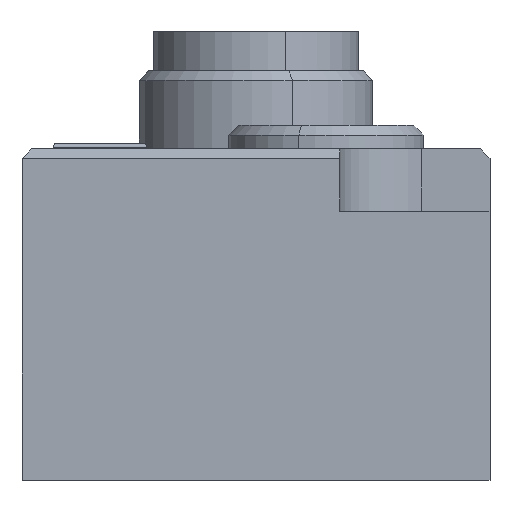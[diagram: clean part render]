
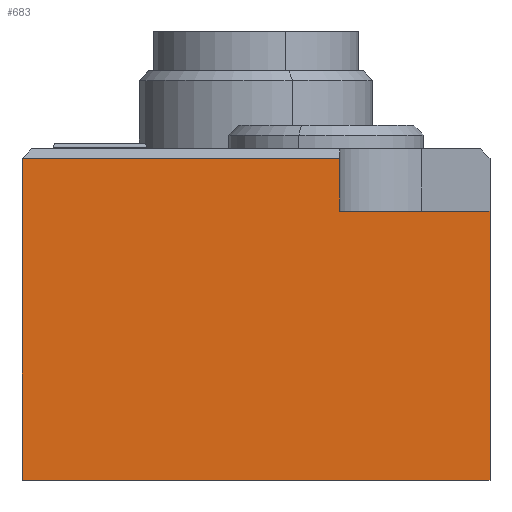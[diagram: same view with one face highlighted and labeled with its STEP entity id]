
A CAD part, front view. The second image highlights one B-rep face of the part: STEP entity #683.
In plain terms, the highlighted planar face has unit normal (0, -1, 0).
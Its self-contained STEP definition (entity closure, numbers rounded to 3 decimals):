
#647=AXIS2_PLACEMENT_3D('Plane Axis2P3D',#644,#645,#646) ;
#177=CARTESIAN_POINT('Vertex',(24.,0.,13.8)) ;
#180=CARTESIAN_POINT('Line Origine',(24.,0.,6.9)) ;
#184=CARTESIAN_POINT('Vertex',(24.,0.,0.)) ;
#585=CARTESIAN_POINT('Line Origine',(12.,0.,0.)) ;
#589=CARTESIAN_POINT('Vertex',(0.,0.,0.)) ;
#644=CARTESIAN_POINT('Axis2P3D Location',(0.,0.,0.)) ;
#649=CARTESIAN_POINT('Line Origine',(8.15,0.,16.5)) ;
#653=CARTESIAN_POINT('Vertex',(16.3,0.,16.5)) ;
#655=CARTESIAN_POINT('Vertex',(0.,0.,16.5)) ;
#658=CARTESIAN_POINT('Line Origine',(0.,0.,8.25)) ;
#663=CARTESIAN_POINT('Line Origine',(20.15,0.,13.8)) ;
#667=CARTESIAN_POINT('Vertex',(16.3,0.,13.8)) ;
#670=CARTESIAN_POINT('Line Origine',(16.3,0.,15.15)) ;
#181=DIRECTION('Vector Direction',(0.,0.,1.)) ;
#586=DIRECTION('Vector Direction',(1.,0.,0.)) ;
#645=DIRECTION('Axis2P3D Direction',(0.,-1.,0.)) ;
#646=DIRECTION('Axis2P3D XDirection',(1.,0.,0.)) ;
#650=DIRECTION('Vector Direction',(-1.,0.,0.)) ;
#659=DIRECTION('Vector Direction',(0.,0.,1.)) ;
#664=DIRECTION('Vector Direction',(1.,0.,0.)) ;
#671=DIRECTION('Vector Direction',(0.,0.,-1.)) ;
#182=VECTOR('Line Direction',#181,1.) ;
#587=VECTOR('Line Direction',#586,1.) ;
#651=VECTOR('Line Direction',#650,1.) ;
#660=VECTOR('Line Direction',#659,1.) ;
#665=VECTOR('Line Direction',#664,1.) ;
#672=VECTOR('Line Direction',#671,1.) ;
#676=ORIENTED_EDGE('',*,*,#657,.T.) ;
#677=ORIENTED_EDGE('',*,*,#662,.F.) ;
#678=ORIENTED_EDGE('',*,*,#591,.T.) ;
#679=ORIENTED_EDGE('',*,*,#186,.T.) ;
#680=ORIENTED_EDGE('',*,*,#669,.F.) ;
#681=ORIENTED_EDGE('',*,*,#674,.F.) ;
#683=ADVANCED_FACE('Hauptk\X2\00F6\X0\rper',(#682),#648,.T.) ;
#186=EDGE_CURVE('',#185,#178,#183,.T.) ;
#591=EDGE_CURVE('',#590,#185,#588,.T.) ;
#657=EDGE_CURVE('',#654,#656,#652,.T.) ;
#662=EDGE_CURVE('',#590,#656,#661,.T.) ;
#669=EDGE_CURVE('',#668,#178,#666,.T.) ;
#674=EDGE_CURVE('',#654,#668,#673,.T.) ;
#675=EDGE_LOOP('',(#676,#677,#678,#679,#680,#681)) ;
#682=FACE_OUTER_BOUND('',#675,.T.) ;
#183=LINE('Line',#180,#182) ;
#588=LINE('Line',#585,#587) ;
#652=LINE('Line',#649,#651) ;
#661=LINE('Line',#658,#660) ;
#666=LINE('Line',#663,#665) ;
#673=LINE('Line',#670,#672) ;
#648=PLANE('',#647) ;
#178=VERTEX_POINT('',#177) ;
#185=VERTEX_POINT('',#184) ;
#590=VERTEX_POINT('',#589) ;
#654=VERTEX_POINT('',#653) ;
#656=VERTEX_POINT('',#655) ;
#668=VERTEX_POINT('',#667) ;
